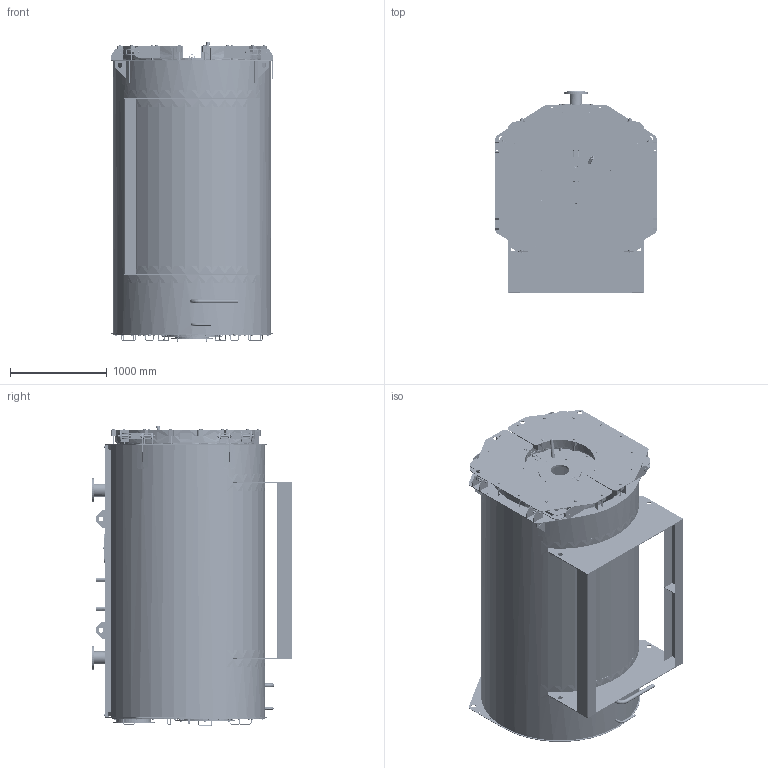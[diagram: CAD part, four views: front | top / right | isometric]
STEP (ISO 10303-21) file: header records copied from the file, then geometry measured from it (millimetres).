
FILE_DESCRIPTION(/* description */ (''),/* implementation_level */ '2;1');
FILE_NAME(/* name */ 'WH 1.stp',/* time_stamp */ '2023-03-30T17:03:12+07:00',/* author */ ('v.aleksandrov'),/* organization */ (''),/* preprocessor_version */ 'ST-DEVELOPER v18',/* originating_system */ 'Autodesk Inventor 2020',/* authorisation */ '');
FILE_SCHEMA (('CONFIG_CONTROL_DESIGN'));
Length unit declared in the file: millimetre
Products named in the file (1): WH 1
Bounding box: 1670 x 2078 x 3109.19 mm (x, y, z)
Volume: 910710162.5 mm3; surface area: 57213406.4 mm2
Topology: 32 solids, 61 shells, 5613 faces, 14840 edges, 9929 vertices
Faces by surface type: plane 3085, cylinder 1736, cone 463, torus 217, bspline 112
Full cylindrical faces by diameter (mm): 4 x1, 6 x49, 7 x10, 7.8 x1, 8 x68, 8.4 x12, 8.8 x1, 9 x24, 10 x73, 11 x63, 12 x10, 13 x55, 14 x56, 15 x80, 16 x17, 17 x3, 18 x90, 19 x6, 20 x8, 21 x48, 22 x23, 24 x12, 25 x2, 27 x6, 27.1 x1, 28 x32, 30 x1, 32 x2, 33.5 x1, 36 x1
Entity records: 201245 total; most frequent: CARTESIAN_POINT 52344, DIRECTION 30383, ORIENTED_EDGE 29700, EDGE_CURVE 14862, AXIS2_PLACEMENT_3D 11362, VERTEX_POINT 9933, LINE 7659, VECTOR 7659
